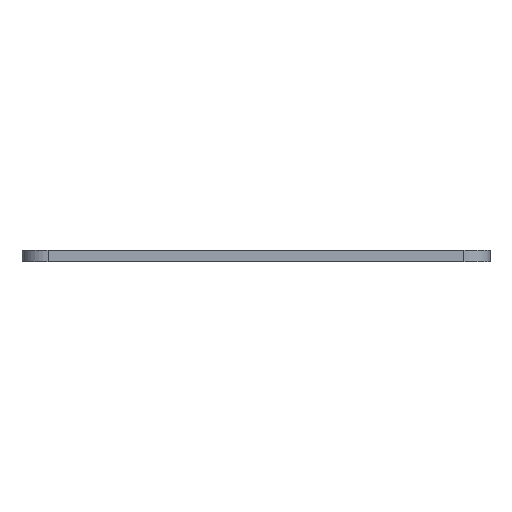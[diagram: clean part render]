
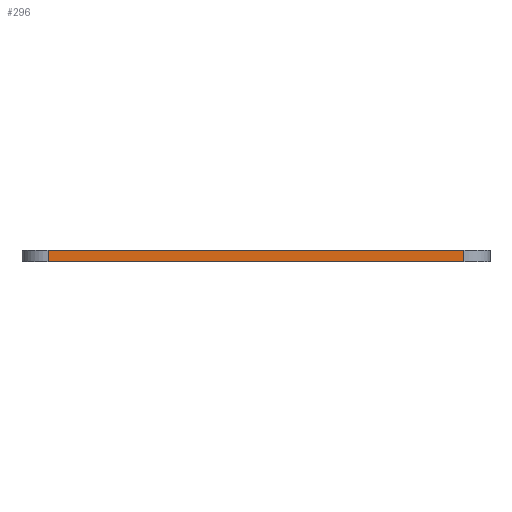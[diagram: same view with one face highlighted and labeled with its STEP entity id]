
A CAD part, left-side view. The second image highlights one B-rep face of the part: STEP entity #296.
In plain terms, the highlighted planar face has unit normal (-1, 0, 0).
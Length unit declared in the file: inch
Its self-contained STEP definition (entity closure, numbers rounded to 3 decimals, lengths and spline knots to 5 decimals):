
#146 = FACE_OUTER_BOUND ( 'NONE', #1595, .T. ) ;
#159 = DIRECTION ( 'NONE',  ( 1., 0., 0. ) ) ;
#296 = ADVANCED_FACE ( 'NONE', ( #146 ), #2073, .F. ) ;
#323 = CARTESIAN_POINT ( 'NONE',  ( -4., -2.25, 0.11 ) ) ;
#329 = ORIENTED_EDGE ( 'NONE', *, *, #1983, .T. ) ;
#517 = CARTESIAN_POINT ( 'NONE',  ( -4., -2., 0.11 ) ) ;
#582 = CARTESIAN_POINT ( 'NONE',  ( -4., -2.25, 0. ) ) ;
#610 = DIRECTION ( 'NONE',  ( 0., -1., 0. ) ) ;
#731 = ORIENTED_EDGE ( 'NONE', *, *, #1568, .T. ) ;
#761 = VECTOR ( 'NONE', #610, 39.37008 ) ;
#762 = LINE ( 'NONE', #1598, #2164 ) ;
#768 = VERTEX_POINT ( 'NONE', #1672 ) ;
#774 = DIRECTION ( 'NONE',  ( 0., 0., -1. ) ) ;
#879 = ORIENTED_EDGE ( 'NONE', *, *, #1614, .T. ) ;
#968 = LINE ( 'NONE', #323, #2683 ) ;
#995 = DIRECTION ( 'NONE',  ( 0., 0., -1. ) ) ;
#1164 = DIRECTION ( 'NONE',  ( 0., -1., 0. ) ) ;
#1237 = CARTESIAN_POINT ( 'NONE',  ( -4., -2.25, 0.11 ) ) ;
#1536 = EDGE_CURVE ( 'NONE', #2180, #2674, #968, .T. ) ;
#1559 = LINE ( 'NONE', #517, #2045 ) ;
#1568 = EDGE_CURVE ( 'NONE', #2180, #768, #762, .T. ) ;
#1595 = EDGE_LOOP ( 'NONE', ( #879, #329, #2010, #731 ) ) ;
#1598 = CARTESIAN_POINT ( 'NONE',  ( -4., 2., 0.11 ) ) ;
#1614 = EDGE_CURVE ( 'NONE', #768, #1950, #1623, .T. ) ;
#1623 = LINE ( 'NONE', #582, #761 ) ;
#1627 = AXIS2_PLACEMENT_3D ( 'NONE', #1237, #159, #995 ) ;
#1672 = CARTESIAN_POINT ( 'NONE',  ( -4., 2., 0. ) ) ;
#1812 = CARTESIAN_POINT ( 'NONE',  ( -4., -2., 0. ) ) ;
#1950 = VERTEX_POINT ( 'NONE', #1812 ) ;
#1978 = DIRECTION ( 'NONE',  ( 0., 0., 1. ) ) ;
#1983 = EDGE_CURVE ( 'NONE', #1950, #2674, #1559, .T. ) ;
#2010 = ORIENTED_EDGE ( 'NONE', *, *, #1536, .F. ) ;
#2045 = VECTOR ( 'NONE', #1978, 39.37008 ) ;
#2046 = CARTESIAN_POINT ( 'NONE',  ( -4., -2., 0.11 ) ) ;
#2073 = PLANE ( 'NONE',  #1627 ) ;
#2109 = CARTESIAN_POINT ( 'NONE',  ( -4., 2., 0.11 ) ) ;
#2164 = VECTOR ( 'NONE', #774, 39.37008 ) ;
#2180 = VERTEX_POINT ( 'NONE', #2109 ) ;
#2674 = VERTEX_POINT ( 'NONE', #2046 ) ;
#2683 = VECTOR ( 'NONE', #1164, 39.37008 ) ;
